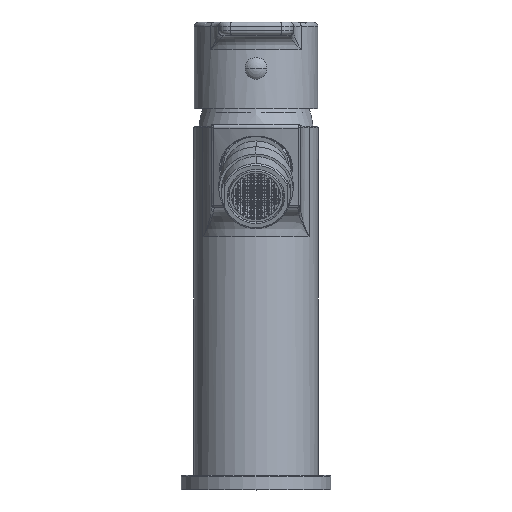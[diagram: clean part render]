
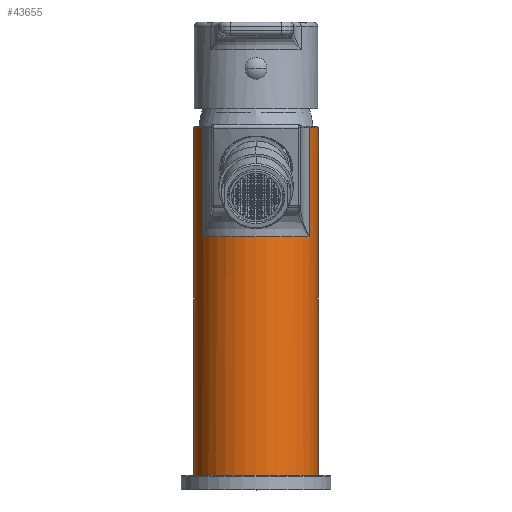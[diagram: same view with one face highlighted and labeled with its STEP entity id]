
A CAD part, top view. The second image highlights one B-rep face of the part: STEP entity #43655.
In plain terms, the highlighted cylindrical face has radius 21.6 mm (diameter 43.2 mm), a partial arc.
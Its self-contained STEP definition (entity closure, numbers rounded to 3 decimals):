
#3045=CARTESIAN_POINT('',(18.433,84.,11.26));
#3064=CARTESIAN_POINT('',(0.,84.,0.));
#3065=DIRECTION('',(0.,-1.,0.));
#3066=DIRECTION('',(0.853,0.,0.521));
#3067=AXIS2_PLACEMENT_3D('',#3064,#3065,#3066);
#3093=CARTESIAN_POINT('',(-18.433,84.,11.26));
#3095=DIRECTION('',(0.,1.,0.));
#3096=VECTOR('',#3095,38.);
#3097=CARTESIAN_POINT('',(-18.433,84.,11.26));
#3098=LINE('',#3097,#3096);
#3104=CARTESIAN_POINT('',(0.,1.,0.));
#3105=DIRECTION('',(0.,1.,0.));
#3106=DIRECTION('',(-1.,0.,0.));
#3107=AXIS2_PLACEMENT_3D('',#3104,#3105,#3106);
#3109=DIRECTION('',(0.,1.,0.));
#3110=VECTOR('',#3109,121.);
#3111=CARTESIAN_POINT('',(-21.6,1.,0.));
#3112=LINE('',#3111,#3110);
#3113=CARTESIAN_POINT('',(0.,122.,0.));
#3114=DIRECTION('',(0.,1.,0.));
#3115=DIRECTION('',(-1.,0.,0.));
#3116=AXIS2_PLACEMENT_3D('',#3113,#3114,#3115);
#3118=CARTESIAN_POINT('',(0.,122.,0.));
#3119=DIRECTION('',(0.,1.,0.));
#3120=DIRECTION('',(0.853,0.,0.521));
#3121=AXIS2_PLACEMENT_3D('',#3118,#3119,#3120);
#8389=DIRECTION('',(0.,1.,0.));
#8390=VECTOR('',#8389,121.);
#8391=CARTESIAN_POINT('',(21.6,1.,0.));
#8392=LINE('',#8391,#8390);
#31987=DIRECTION('',(0.,-1.,0.));
#31988=VECTOR('',#31987,38.);
#31989=CARTESIAN_POINT('',(18.433,122.,11.26));
#31990=LINE('',#31989,#31988);
#32284=VERTEX_POINT('',#3093);
#32292=VERTEX_POINT('',#3045);
#32321=CARTESIAN_POINT('',(18.433,122.,11.26));
#32322=VERTEX_POINT('',#32321);
#32323=CARTESIAN_POINT('',(-18.433,122.,11.26));
#32324=VERTEX_POINT('',#32323);
#32417=CARTESIAN_POINT('',(-21.6,122.,0.));
#32418=VERTEX_POINT('',#32417);
#32419=CARTESIAN_POINT('',(21.6,122.,0.));
#32420=VERTEX_POINT('',#32419);
#38749=CARTESIAN_POINT('',(21.6,1.,0.));
#38750=CARTESIAN_POINT('',(-21.6,1.,0.));
#38751=VERTEX_POINT('',#38749);
#38752=VERTEX_POINT('',#38750);
#43634=CARTESIAN_POINT('',(0.,0.,0.));
#43635=DIRECTION('',(0.,1.,0.));
#43636=DIRECTION('',(1.,0.,0.));
#43637=AXIS2_PLACEMENT_3D('',#43634,#43635,#43636);
#43638=CYLINDRICAL_SURFACE('',#43637,21.6);
#43640=ORIENTED_EDGE('',*,*,#43639,.F.);
#43642=ORIENTED_EDGE('',*,*,#43641,.T.);
#43644=ORIENTED_EDGE('',*,*,#43643,.T.);
#43645=ORIENTED_EDGE('',*,*,#43619,.F.);
#43646=ORIENTED_EDGE('',*,*,#43550,.F.);
#43648=ORIENTED_EDGE('',*,*,#43647,.F.);
#43650=ORIENTED_EDGE('',*,*,#43649,.T.);
#43652=ORIENTED_EDGE('',*,*,#43651,.F.);
#43653=EDGE_LOOP('',(#43640,#43642,#43644,#43645,#43646,#43648,#43650,#43652));
#43654=FACE_OUTER_BOUND('',#43653,.F.);
#43655=ADVANCED_FACE('',(#43654),#43638,.T.);
#3068=CIRCLE('',#3067,21.6);
#3108=CIRCLE('',#3107,21.6);
#3117=CIRCLE('',#3116,21.6);
#3122=CIRCLE('',#3121,21.6);
#43550=EDGE_CURVE('',#32292,#32284,#3068,.T.);
#43619=EDGE_CURVE('',#32284,#32324,#3098,.T.);
#43639=EDGE_CURVE('',#38752,#38751,#3108,.T.);
#43641=EDGE_CURVE('',#38752,#32418,#3112,.T.);
#43643=EDGE_CURVE('',#32418,#32324,#3117,.T.);
#43647=EDGE_CURVE('',#32322,#32292,#31990,.T.);
#43649=EDGE_CURVE('',#32322,#32420,#3122,.T.);
#43651=EDGE_CURVE('',#38751,#32420,#8392,.T.);
